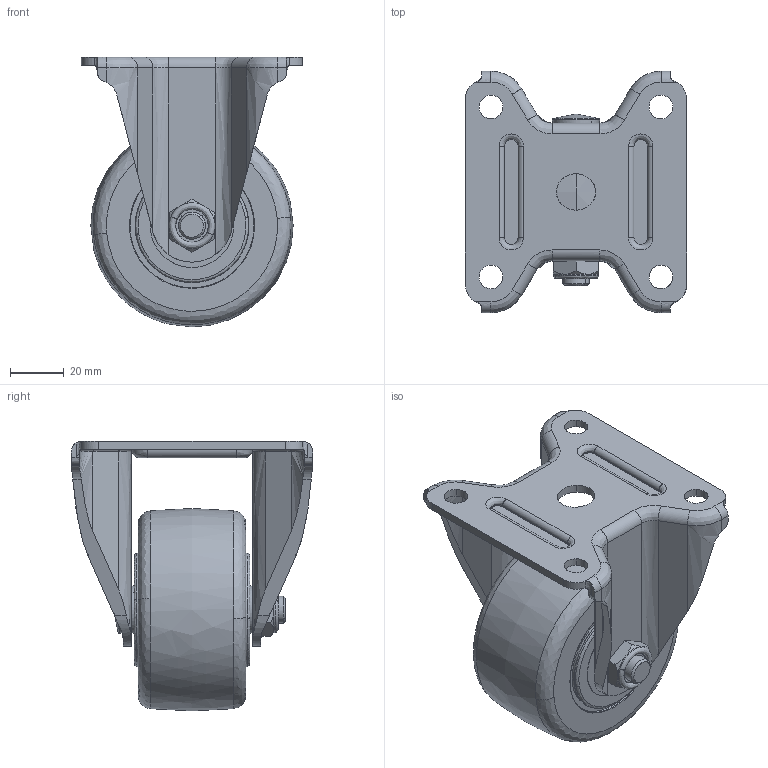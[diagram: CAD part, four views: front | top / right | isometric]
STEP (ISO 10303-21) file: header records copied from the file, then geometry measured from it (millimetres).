
FILE_DESCRIPTION((''),'2;1');
FILE_NAME('','2007-04-02T16:26:49',(''),(''),'','CADfix','');
FILE_SCHEMA(('AUTOMOTIVE_DESIGN { 1 0 10303 214 1 1 1 1 }'));
Length unit declared in the file: millimetre
Bounding box: 82 x 89.5 x 100 mm (x, y, z)
Volume: 217481.2 mm3; surface area: 51222.7 mm2
Topology: 4 solids, 4 shells, 253 faces, 836 edges, 606 vertices
Faces by surface type: bspline 253
Entity records: 13323 total; most frequent: CARTESIAN_POINT 8425, ORIENTED_EDGE 1672, EDGE_CURVE 836, VERTEX_POINT 606, B_SPLINE_CURVE_WITH_KNOTS 572, EDGE_LOOP 286, FACE_OUTER_BOUND 253, ADVANCED_FACE 253
